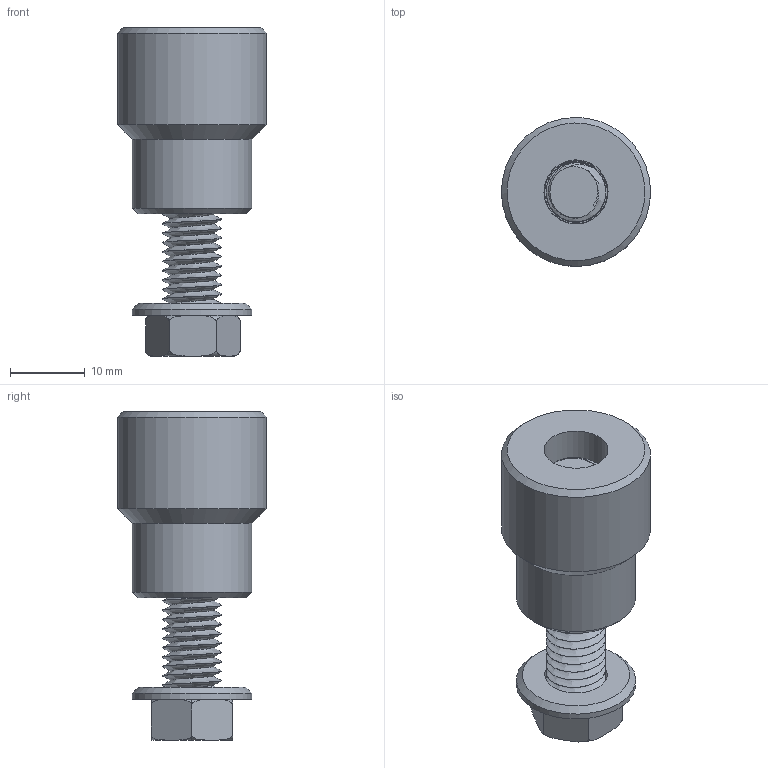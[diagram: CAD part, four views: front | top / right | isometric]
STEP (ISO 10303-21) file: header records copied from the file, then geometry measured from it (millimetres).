
FILE_DESCRIPTION(/* description */ (''),/* implementation_level */ '2;1');
FILE_NAME(/* name */ '1708PL.stp',/* time_stamp */ '2017-10-25T11:10:28+02:00',/* author */ ('Giuliano'),/* organization */ (''),/* preprocessor_version */ 'ST-DEVELOPER v16.5',/* originating_system */ 'Autodesk Inventor 2017',/* authorisation */ '');
FILE_SCHEMA (('AUTOMOTIVE_DESIGN { 1 0 10303 214 3 1 1 }'));
Length unit declared in the file: millimetre
Products named in the file (4): 1708PL; 1708PL_1; ISO 7090 - 8 - 140 HV; vis TH M8x35
Assembly tree (3 placements, depth 2):
  1708PL
    1708PL_1
    ISO 7090 - 8 - 140 HV
    vis TH M8x35
Bounding box: 20 x 20 x 44.1 mm (x, y, z)
Volume: 7237.9 mm3; surface area: 4780.1 mm2
Topology: 3 solids, 3 shells, 90 faces, 208 edges, 125 vertices
Faces by surface type: cylinder 61, plane 14, cone 9, torus 4, bspline 2
Full cylindrical faces by diameter (mm): 8.4 x1, 8.6 x1, 16 x2, 20 x1
Entity records: 5708 total; most frequent: CARTESIAN_POINT 3832, ORIENTED_EDGE 396, DIRECTION 294, EDGE_CURVE 198, AXIS2_PLACEMENT_3D 131, B_SPLINE_CURVE_WITH_KNOTS 130, VERTEX_POINT 125, EDGE_LOOP 105
